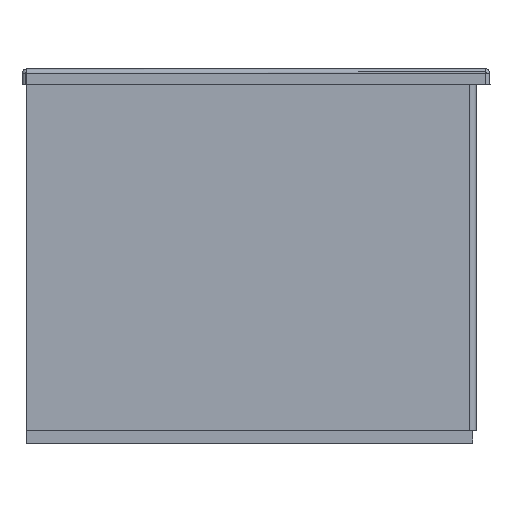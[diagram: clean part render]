
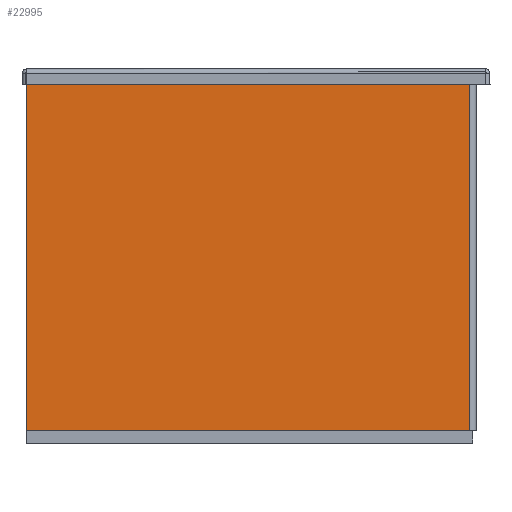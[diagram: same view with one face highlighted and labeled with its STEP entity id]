
A CAD part, left-side view. The second image highlights one B-rep face of the part: STEP entity #22995.
In plain terms, the highlighted planar face has unit normal (-1, 0, 0).
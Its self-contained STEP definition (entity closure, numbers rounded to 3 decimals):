
#22625=CARTESIAN_POINT('',(-223.108,-324.083,575.0));
#22626=VERTEX_POINT('',#22625);
#22634=CARTESIAN_POINT('',(-223.108,-324.083,20.0));
#22635=VERTEX_POINT('',#22634);
#22636=CARTESIAN_POINT('',(-223.108,-324.083,575.0));
#22637=DIRECTION('',(0.0,0.0,-1.0));
#22638=VECTOR('',#22637,555.0);
#22639=LINE('',#22636,#22638);
#22640=EDGE_CURVE('',#22626,#22635,#22639,.T.);
#22697=CARTESIAN_POINT('',(-223.108,385.917,20.0));
#22698=VERTEX_POINT('',#22697);
#22699=CARTESIAN_POINT('',(-223.108,385.917,20.0));
#22700=DIRECTION('',(0.0,-1.0,0.0));
#22701=VECTOR('',#22700,710.0);
#22702=LINE('',#22699,#22701);
#22703=EDGE_CURVE('',#22698,#22635,#22702,.T.);
#22960=CARTESIAN_POINT('',(-223.108,385.917,575.0));
#22961=VERTEX_POINT('',#22960);
#22962=CARTESIAN_POINT('',(-223.108,385.917,20.0));
#22963=DIRECTION('',(0.0,0.0,1.0));
#22964=VECTOR('',#22963,555.0);
#22965=LINE('',#22962,#22964);
#22966=EDGE_CURVE('',#22698,#22961,#22965,.T.);
#22979=CARTESIAN_POINT('',(-223.108,-334.083,0.0));
#22980=DIRECTION('',(-1.0,0.0,0.0));
#22981=DIRECTION('',(0.0,0.0,1.0));
#22982=AXIS2_PLACEMENT_3D('',#22979,#22980,#22981);
#22983=PLANE('',#22982);
#22984=ORIENTED_EDGE('',*,*,#22640,.F.);
#22985=CARTESIAN_POINT('',(-223.108,-324.083,575.0));
#22986=DIRECTION('',(0.0,1.0,0.0));
#22987=VECTOR('',#22986,710.0);
#22988=LINE('',#22985,#22987);
#22989=EDGE_CURVE('',#22626,#22961,#22988,.T.);
#22990=ORIENTED_EDGE('',*,*,#22989,.T.);
#22991=ORIENTED_EDGE('',*,*,#22966,.F.);
#22992=ORIENTED_EDGE('',*,*,#22703,.T.);
#22993=EDGE_LOOP('',(#22984,#22990,#22991,#22992));
#22994=FACE_OUTER_BOUND('',#22993,.T.);
#22995=ADVANCED_FACE('',(#22994),#22983,.T.);
